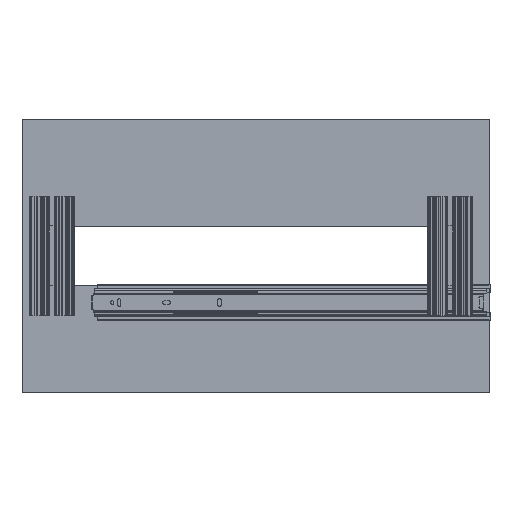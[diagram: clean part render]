
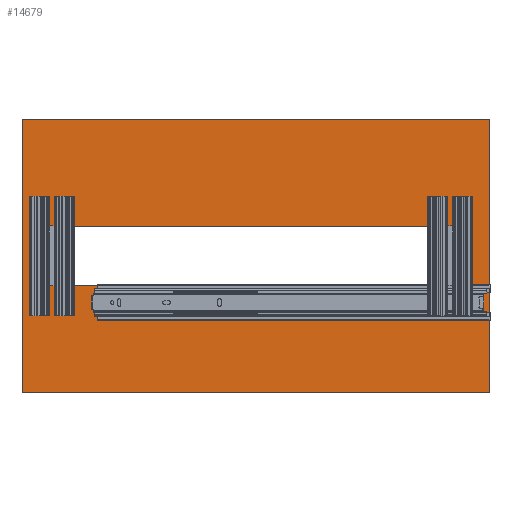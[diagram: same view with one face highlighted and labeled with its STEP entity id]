
A CAD part, top view. The second image highlights one B-rep face of the part: STEP entity #14679.
In plain terms, the highlighted planar face has unit normal (0, 0, 1).
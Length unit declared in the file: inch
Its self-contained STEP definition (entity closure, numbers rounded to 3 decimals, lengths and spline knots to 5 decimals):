
#37 = EDGE_LOOP ( 'NONE', ( #595, #7015, #3049, #9499 ) ) ;
#595 = ORIENTED_EDGE ( 'NONE', *, *, #3532, .F. ) ;
#921 = LINE ( 'NONE', #10733, #8741 ) ;
#1613 = CARTESIAN_POINT ( 'NONE',  ( 11.75, 6.875, 0.25 ) ) ;
#2254 = LINE ( 'NONE', #6896, #7803 ) ;
#2771 = CARTESIAN_POINT ( 'NONE',  ( 11.75, -6.875, 0.25 ) ) ;
#3049 = ORIENTED_EDGE ( 'NONE', *, *, #14424, .F. ) ;
#3120 = EDGE_CURVE ( 'NONE', #12830, #6793, #921, .T. ) ;
#3190 = CARTESIAN_POINT ( 'NONE',  ( 10.125, 1.5, 0.25 ) ) ;
#3470 = DIRECTION ( 'NONE',  ( 0., 1., 0. ) ) ;
#3532 = EDGE_CURVE ( 'NONE', #11119, #4441, #3669, .T. ) ;
#3669 = LINE ( 'NONE', #10567, #7121 ) ;
#3937 = EDGE_CURVE ( 'NONE', #9234, #11119, #9872, .T. ) ;
#4012 = ORIENTED_EDGE ( 'NONE', *, *, #3120, .T. ) ;
#4070 = FACE_OUTER_BOUND ( 'NONE', #8864, .T. ) ;
#4179 = DIRECTION ( 'NONE',  ( 0., 0., 1. ) ) ;
#4441 = VERTEX_POINT ( 'NONE', #17889 ) ;
#4804 = CARTESIAN_POINT ( 'NONE',  ( 11.75, -6.875, 0.25 ) ) ;
#4868 = DIRECTION ( 'NONE',  ( 1., 0., 0. ) ) ;
#5093 = VERTEX_POINT ( 'NONE', #10504 ) ;
#5128 = CARTESIAN_POINT ( 'NONE',  ( -10.125, 1.5, 0.25 ) ) ;
#5448 = LINE ( 'NONE', #4804, #14437 ) ;
#5565 = VECTOR ( 'NONE', #10203, 39.37008 ) ;
#5815 = EDGE_CURVE ( 'NONE', #6793, #17417, #5448, .T. ) ;
#5964 = ORIENTED_EDGE ( 'NONE', *, *, #8602, .T. ) ;
#6388 = ORIENTED_EDGE ( 'NONE', *, *, #5815, .T. ) ;
#6477 = DIRECTION ( 'NONE',  ( -1., 0., 0. ) ) ;
#6662 = VECTOR ( 'NONE', #6477, 39.37008 ) ;
#6786 = CARTESIAN_POINT ( 'NONE',  ( 10.125, 1.5, 0.25 ) ) ;
#6790 = LINE ( 'NONE', #17851, #12552 ) ;
#6793 = VERTEX_POINT ( 'NONE', #2771 ) ;
#6896 = CARTESIAN_POINT ( 'NONE',  ( 10.125, -1.5, 0.25 ) ) ;
#7015 = ORIENTED_EDGE ( 'NONE', *, *, #3937, .F. ) ;
#7121 = VECTOR ( 'NONE', #13544, 39.37008 ) ;
#7189 = CARTESIAN_POINT ( 'NONE',  ( 11.75, 6.875, 0.25 ) ) ;
#7426 = LINE ( 'NONE', #7189, #5565 ) ;
#7803 = VECTOR ( 'NONE', #11200, 39.37008 ) ;
#8602 = EDGE_CURVE ( 'NONE', #5093, #12830, #6790, .T. ) ;
#8741 = VECTOR ( 'NONE', #4868, 39.37008 ) ;
#8864 = EDGE_LOOP ( 'NONE', ( #5964, #4012, #6388, #10848 ) ) ;
#9234 = VERTEX_POINT ( 'NONE', #6786 ) ;
#9276 = VECTOR ( 'NONE', #17907, 39.37008 ) ;
#9499 = ORIENTED_EDGE ( 'NONE', *, *, #16907, .F. ) ;
#9872 = LINE ( 'NONE', #3190, #6662 ) ;
#9979 = EDGE_CURVE ( 'NONE', #17417, #5093, #7426, .T. ) ;
#10203 = DIRECTION ( 'NONE',  ( -1., 0., 0. ) ) ;
#10290 = FACE_BOUND ( 'NONE', #37, .T. ) ;
#10504 = CARTESIAN_POINT ( 'NONE',  ( -11.75, 6.875, 0.25 ) ) ;
#10567 = CARTESIAN_POINT ( 'NONE',  ( -10.125, -1.5, 0.25 ) ) ;
#10733 = CARTESIAN_POINT ( 'NONE',  ( 11.75, -6.875, 0.25 ) ) ;
#10848 = ORIENTED_EDGE ( 'NONE', *, *, #9979, .T. ) ;
#11119 = VERTEX_POINT ( 'NONE', #5128 ) ;
#11200 = DIRECTION ( 'NONE',  ( 0., 1., 0. ) ) ;
#12022 = LINE ( 'NONE', #15163, #9276 ) ;
#12128 = DIRECTION ( 'NONE',  ( 0., -1., 0. ) ) ;
#12552 = VECTOR ( 'NONE', #12128, 39.37008 ) ;
#12746 = CARTESIAN_POINT ( 'NONE',  ( 10.125, -1.5, 0.25 ) ) ;
#12830 = VERTEX_POINT ( 'NONE', #18409 ) ;
#13132 = DIRECTION ( 'NONE',  ( 1., 0., 0. ) ) ;
#13544 = DIRECTION ( 'NONE',  ( 0., -1., 0. ) ) ;
#13933 = VERTEX_POINT ( 'NONE', #12746 ) ;
#14424 = EDGE_CURVE ( 'NONE', #13933, #9234, #2254, .T. ) ;
#14437 = VECTOR ( 'NONE', #3470, 39.37008 ) ;
#14679 = ADVANCED_FACE ( 'NONE', ( #10290, #4070 ), #18913, .T. ) ;
#15120 = AXIS2_PLACEMENT_3D ( 'NONE', #18733, #4179, #13132 ) ;
#15163 = CARTESIAN_POINT ( 'NONE',  ( 10.125, -1.5, 0.25 ) ) ;
#16907 = EDGE_CURVE ( 'NONE', #4441, #13933, #12022, .T. ) ;
#17417 = VERTEX_POINT ( 'NONE', #1613 ) ;
#17851 = CARTESIAN_POINT ( 'NONE',  ( -11.75, -6.875, 0.25 ) ) ;
#17889 = CARTESIAN_POINT ( 'NONE',  ( -10.125, -1.5, 0.25 ) ) ;
#17907 = DIRECTION ( 'NONE',  ( 1., 0., 0. ) ) ;
#18409 = CARTESIAN_POINT ( 'NONE',  ( -11.75, -6.875, 0.25 ) ) ;
#18733 = CARTESIAN_POINT ( 'NONE',  ( 0., 0., 0.25 ) ) ;
#18913 = PLANE ( 'NONE',  #15120 ) ;
